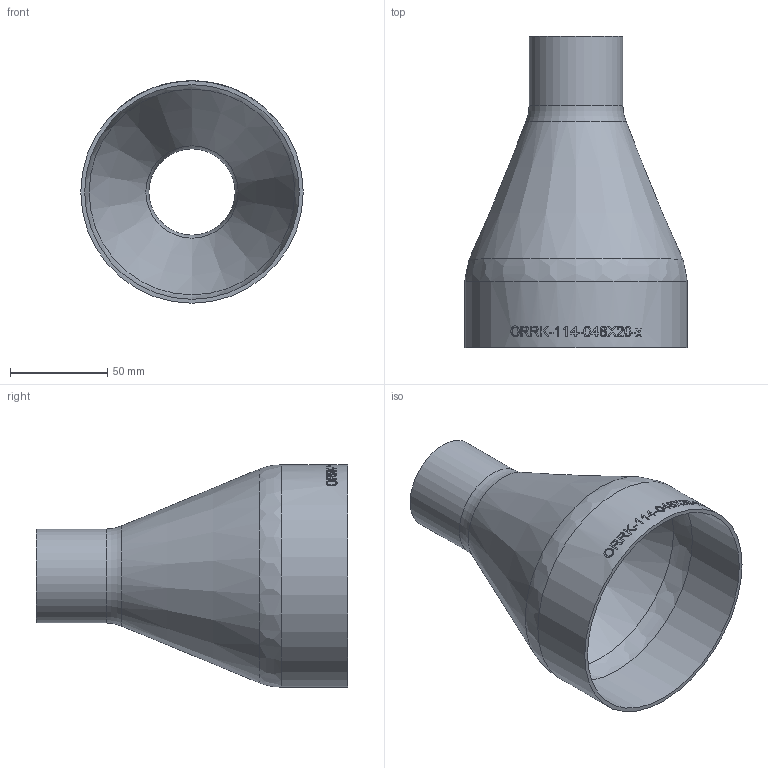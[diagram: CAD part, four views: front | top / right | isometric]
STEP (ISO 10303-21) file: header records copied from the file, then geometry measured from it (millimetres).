
FILE_DESCRIPTION (( 'STEP AP214' ), '1' );
FILE_NAME ('ORRK-114-048X20-x Reduzierung orbital ISO Koncenter 2008.STEP', '2020-08-17T09:34:32', ( '' ), ( '' ), 'SwSTEP 2.0', 'SolidWorks 2019', '' );
FILE_SCHEMA (( 'AUTOMOTIVE_DESIGN' ));
Length unit declared in the file: millimetre
Products named in the file (1): ORRK-114-048X20-x Reduzierung orbital ISO Koncenter 2008
Bounding box: 114.3 x 160 x 114.3 mm (x, y, z)
Volume: 79702.6 mm3; surface area: 83836.5 mm2
Topology: 1 solids, 1 shells, 230 faces, 598 edges, 396 vertices
Faces by surface type: bspline 110, plane 84, cylinder 30, torus 4, cone 2
Full cylindrical faces by diameter (mm): 44.3 x1, 48.3 x1, 110.3 x1, 114.3 x1
Entity records: 26128 total; most frequent: CARTESIAN_POINT 19112, ORIENTED_EDGE 1176, EDGE_CURVE 588, DIRECTION 582, VERTEX_POINT 396, B_SPLINE_CURVE_WITH_KNOTS 356, EDGE_LOOP 268, FACE_OUTER_BOUND 238
